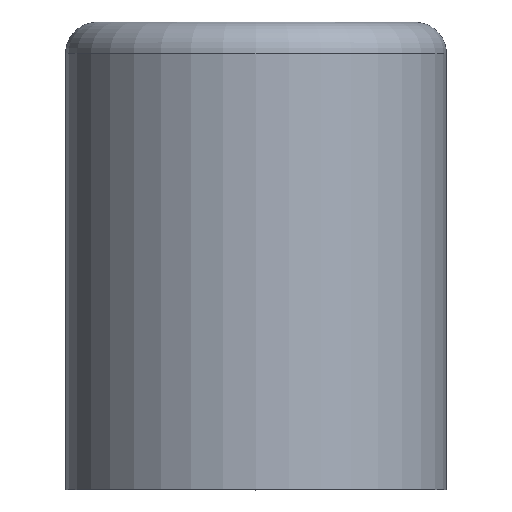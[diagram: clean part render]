
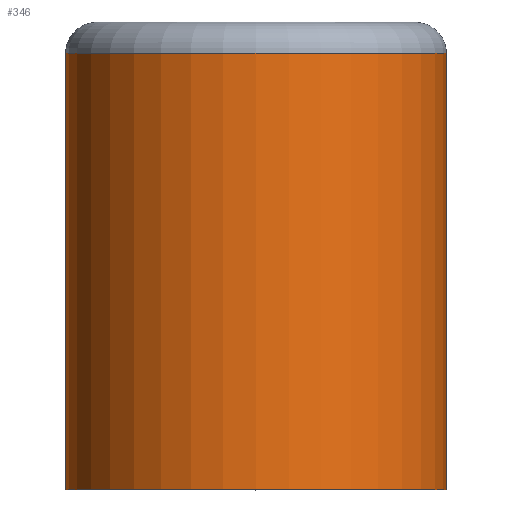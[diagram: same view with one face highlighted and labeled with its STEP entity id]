
A CAD part, top view. The second image highlights one B-rep face of the part: STEP entity #346.
In plain terms, the highlighted cylindrical face has radius 15.52 mm (diameter 31.039 mm), a partial arc.
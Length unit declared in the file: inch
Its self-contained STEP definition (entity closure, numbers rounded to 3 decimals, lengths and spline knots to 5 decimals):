
#3 = ORIENTED_EDGE ( 'NONE', *, *, #421, .F. ) ;
#14 = DIRECTION ( 'NONE',  ( 1., 0., 0. ) ) ;
#16 = CARTESIAN_POINT ( 'NONE',  ( -0.611, -2.725, 0. ) ) ;
#52 = VERTEX_POINT ( 'NONE', #117 ) ;
#92 = CARTESIAN_POINT ( 'NONE',  ( -0.611, -2.725, 0. ) ) ;
#103 = CIRCLE ( 'NONE', #408, 0.611 ) ;
#117 = CARTESIAN_POINT ( 'NONE',  ( 0.611, -1.325, 0. ) ) ;
#136 = DIRECTION ( 'NONE',  ( 0., -1., 0. ) ) ;
#155 = CARTESIAN_POINT ( 'NONE',  ( -0.611, -1.325, 0. ) ) ;
#163 = VERTEX_POINT ( 'NONE', #377 ) ;
#171 = VECTOR ( 'NONE', #526, 39.37008 ) ;
#183 = CARTESIAN_POINT ( 'NONE',  ( 0.611, -2.725, 0. ) ) ;
#189 = ORIENTED_EDGE ( 'NONE', *, *, #522, .T. ) ;
#196 = EDGE_LOOP ( 'NONE', ( #3, #189, #468, #506 ) ) ;
#210 = DIRECTION ( 'NONE',  ( 0., -1., 0. ) ) ;
#214 = DIRECTION ( 'NONE',  ( 0., 1., 0. ) ) ;
#251 = VERTEX_POINT ( 'NONE', #92 ) ;
#260 = CYLINDRICAL_SURFACE ( 'NONE', #438, 0.611 ) ;
#294 = EDGE_CURVE ( 'NONE', #52, #509, #303, .T. ) ;
#303 = CIRCLE ( 'NONE', #476, 0.611 ) ;
#304 = DIRECTION ( 'NONE',  ( 0., 1., 0. ) ) ;
#323 = VECTOR ( 'NONE', #304, 39.37008 ) ;
#346 = ADVANCED_FACE ( 'NONE', ( #529 ), #260, .T. ) ;
#377 = CARTESIAN_POINT ( 'NONE',  ( 0.611, -2.725, 0. ) ) ;
#389 = DIRECTION ( 'NONE',  ( -1., 0., 0. ) ) ;
#401 = LINE ( 'NONE', #16, #171 ) ;
#408 = AXIS2_PLACEMENT_3D ( 'NONE', #472, #210, #14 ) ;
#411 = LINE ( 'NONE', #183, #323 ) ;
#421 = EDGE_CURVE ( 'NONE', #163, #251, #103, .T. ) ;
#438 = AXIS2_PLACEMENT_3D ( 'NONE', #443, #214, #389 ) ;
#443 = CARTESIAN_POINT ( 'NONE',  ( 0., -2.725, 0. ) ) ;
#468 = ORIENTED_EDGE ( 'NONE', *, *, #294, .T. ) ;
#472 = CARTESIAN_POINT ( 'NONE',  ( 0., -2.725, 0. ) ) ;
#476 = AXIS2_PLACEMENT_3D ( 'NONE', #484, #136, #527 ) ;
#484 = CARTESIAN_POINT ( 'NONE',  ( 0., -1.325, 0. ) ) ;
#506 = ORIENTED_EDGE ( 'NONE', *, *, #525, .F. ) ;
#509 = VERTEX_POINT ( 'NONE', #155 ) ;
#522 = EDGE_CURVE ( 'NONE', #163, #52, #411, .T. ) ;
#525 = EDGE_CURVE ( 'NONE', #251, #509, #401, .T. ) ;
#526 = DIRECTION ( 'NONE',  ( 0., 1., 0. ) ) ;
#527 = DIRECTION ( 'NONE',  ( 1., 0., 0. ) ) ;
#529 = FACE_OUTER_BOUND ( 'NONE', #196, .T. ) ;
